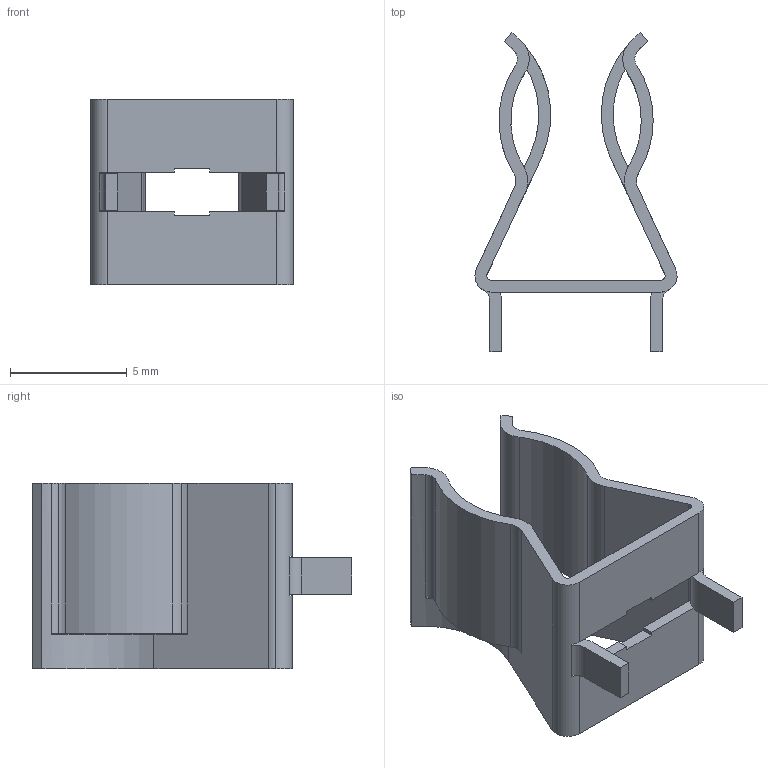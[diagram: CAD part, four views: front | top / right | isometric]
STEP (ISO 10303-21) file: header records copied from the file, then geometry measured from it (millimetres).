
FILE_DESCRIPTION (( 'STEP AP214' ), '1' );
FILE_NAME ('BK-6007.STEP', '2020-02-07T22:46:49', ( '' ), ( '' ), 'SwSTEP 2.0', 'SolidWorks 2017', '' );
FILE_SCHEMA (( 'AUTOMOTIVE_DESIGN' ));
Length unit declared in the file: millimetre
Products named in the file (1): BK-6007
Bounding box: 8.64 x 13.64 x 7.93 mm (x, y, z)
Volume: 122.7 mm3; surface area: 550.3 mm2
Topology: 1 solids, 1 shells, 78 faces, 230 edges, 148 vertices
Faces by surface type: plane 44, cylinder 34
Entity records: 2652 total; most frequent: DIRECTION 468, ORIENTED_EDGE 460, CARTESIAN_POINT 457, EDGE_CURVE 230, AXIS2_PLACEMENT_3D 159, LINE 150, VECTOR 150, VERTEX_POINT 148
